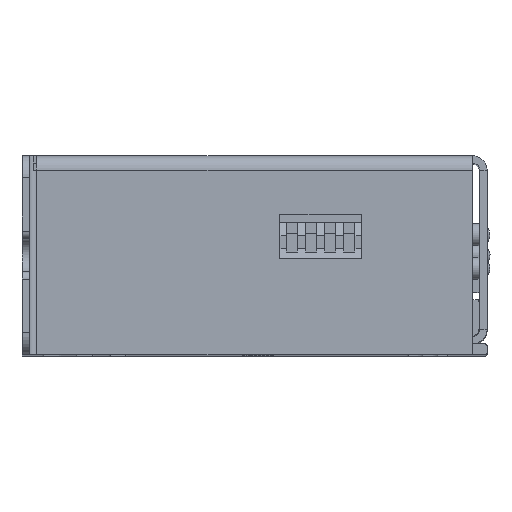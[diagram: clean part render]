
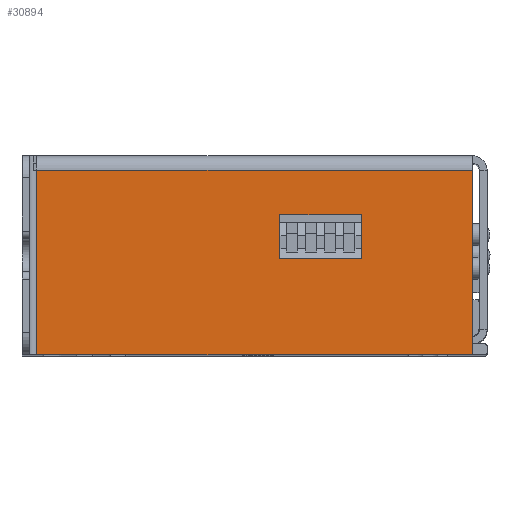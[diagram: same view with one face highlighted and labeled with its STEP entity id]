
A CAD part, top view. The second image highlights one B-rep face of the part: STEP entity #30894.
In plain terms, the highlighted face is planar.
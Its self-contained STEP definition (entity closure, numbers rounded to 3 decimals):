
#26937=CARTESIAN_POINT('',(0.,-8.747,-13.));
#26938=VERTEX_POINT('',#26937);
#26945=CARTESIAN_POINT('',(0.,-19.847,-13.));
#26946=VERTEX_POINT('',#26945);
#26947=CARTESIAN_POINT('',(0.,-19.847,-13.));
#26948=DIRECTION('',(0.0,1.0,0.0));
#26949=VECTOR('',#26948,11.1);
#26950=LINE('',#26947,#26949);
#26951=EDGE_CURVE('',#26946,#26938,#26950,.T.);
#26976=CARTESIAN_POINT('',(0.,-19.847,-7.0));
#26977=VERTEX_POINT('',#26976);
#26978=CARTESIAN_POINT('',(0.,-19.847,-7.0));
#26979=DIRECTION('',(0.0,0.0,-1.0));
#26980=VECTOR('',#26979,6.);
#26981=LINE('',#26978,#26980);
#26982=EDGE_CURVE('',#26977,#26946,#26981,.T.);
#27007=CARTESIAN_POINT('',(0.,-8.747,-7.));
#27008=VERTEX_POINT('',#27007);
#27009=CARTESIAN_POINT('',(0.,-8.747,-7.0));
#27010=DIRECTION('',(0.0,-1.0,0.0));
#27011=VECTOR('',#27010,11.1);
#27012=LINE('',#27009,#27011);
#27013=EDGE_CURVE('',#27008,#26977,#27012,.T.);
#27036=CARTESIAN_POINT('',(0.,-8.747,-13.));
#27037=DIRECTION('',(0.0,0.0,1.0));
#27038=VECTOR('',#27037,6.);
#27039=LINE('',#27036,#27038);
#27040=EDGE_CURVE('',#26938,#27008,#27039,.T.);
#30016=CARTESIAN_POINT('',(0.,-34.847,-26.0));
#30017=VERTEX_POINT('',#30016);
#30024=CARTESIAN_POINT('',(0.,24.153,-26.0));
#30025=VERTEX_POINT('',#30024);
#30026=CARTESIAN_POINT('',(0.,24.153,-26.0));
#30027=DIRECTION('',(0.0,-1.0,0.0));
#30028=VECTOR('',#30027,59.0);
#30029=LINE('',#30026,#30028);
#30030=EDGE_CURVE('',#30025,#30017,#30029,.T.);
#30049=CARTESIAN_POINT('',(0.,24.153,-1.));
#30050=VERTEX_POINT('',#30049);
#30083=CARTESIAN_POINT('',(0.,24.153,-1.));
#30084=DIRECTION('',(0.0,0.0,-1.0));
#30085=VECTOR('',#30084,25.);
#30086=LINE('',#30083,#30085);
#30087=EDGE_CURVE('',#30050,#30025,#30086,.T.);
#30175=CARTESIAN_POINT('',(0.,-34.847,-1.));
#30176=VERTEX_POINT('',#30175);
#30177=CARTESIAN_POINT('',(0.,24.153,-1.));
#30178=DIRECTION('',(0.0,-1.0,0.0));
#30179=VECTOR('',#30178,59.0);
#30180=LINE('',#30177,#30179);
#30181=EDGE_CURVE('',#30050,#30176,#30180,.T.);
#30850=CARTESIAN_POINT('',(0.,-34.847,-26.0));
#30851=DIRECTION('',(0.0,0.0,1.0));
#30852=VECTOR('',#30851,25.);
#30853=LINE('',#30850,#30852);
#30854=EDGE_CURVE('',#30017,#30176,#30853,.T.);
#30877=CARTESIAN_POINT('',(0.,26.153,-26.0));
#30878=DIRECTION('',(-1.0,0.0,0.0));
#30879=DIRECTION('',(0.0,0.0,1.0));
#30880=AXIS2_PLACEMENT_3D('',#30877,#30878,#30879);
#30881=PLANE('',#30880);
#30882=ORIENTED_EDGE('',*,*,#30087,.T.);
#30883=ORIENTED_EDGE('',*,*,#30030,.T.);
#30884=ORIENTED_EDGE('',*,*,#30854,.T.);
#30885=ORIENTED_EDGE('',*,*,#30181,.F.);
#30886=EDGE_LOOP('',(#30882,#30883,#30884,#30885));
#30887=FACE_OUTER_BOUND('',#30886,.T.);
#30888=ORIENTED_EDGE('',*,*,#27013,.T.);
#30889=ORIENTED_EDGE('',*,*,#26982,.T.);
#30890=ORIENTED_EDGE('',*,*,#26951,.T.);
#30891=ORIENTED_EDGE('',*,*,#27040,.T.);
#30892=EDGE_LOOP('',(#30888,#30889,#30890,#30891));
#30893=FACE_BOUND('',#30892,.T.);
#30894=ADVANCED_FACE('',(#30887,#30893),#30881,.T.);
